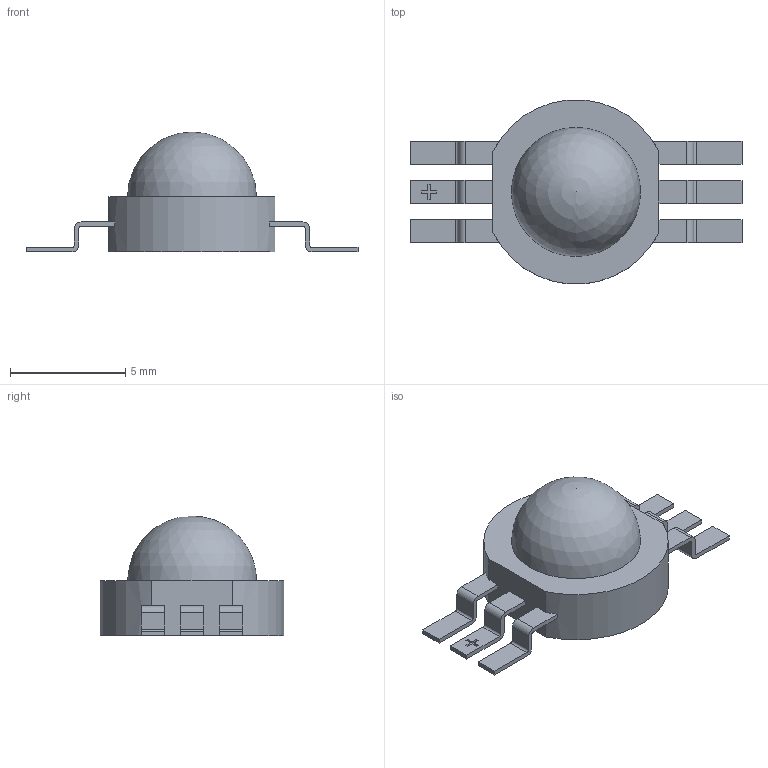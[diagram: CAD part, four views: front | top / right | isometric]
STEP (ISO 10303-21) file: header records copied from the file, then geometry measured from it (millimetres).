
FILE_DESCRIPTION(/* description */ (''),/* implementation_level */ '2;1');
FILE_NAME(/* name */ '9Wled.step',/* time_stamp */ '2023-03-27T23:44:28-04:00',/* author */ (''),/* organization */ (''),/* preprocessor_version */ 'ST-DEVELOPER v19.2',/* originating_system */ 'Autodesk Translation Framework v11.17.0.187',/* authorisation */ '');
FILE_SCHEMA (('AUTOMOTIVE_DESIGN { 1 0 10303 214 3 1 1 }'));
Length unit declared in the file: millimetre
Products named in the file (1): (Unsaved)
Bounding box: 14.4 x 7.97 x 5.2 mm (x, y, z)
Volume: 167.5 mm3; surface area: 247.2 mm2
Topology: 1 solids, 1 shells, 100 faces, 282 edges, 188 vertices
Faces by surface type: plane 72, cylinder 27, sphere 1
Full cylindrical faces by diameter (mm): 5 x1
Entity records: 3279 total; most frequent: CARTESIAN_POINT 570, ORIENTED_EDGE 562, DIRECTION 547, EDGE_CURVE 281, LINE 217, VECTOR 217, VERTEX_POINT 188, AXIS2_PLACEMENT_3D 165
